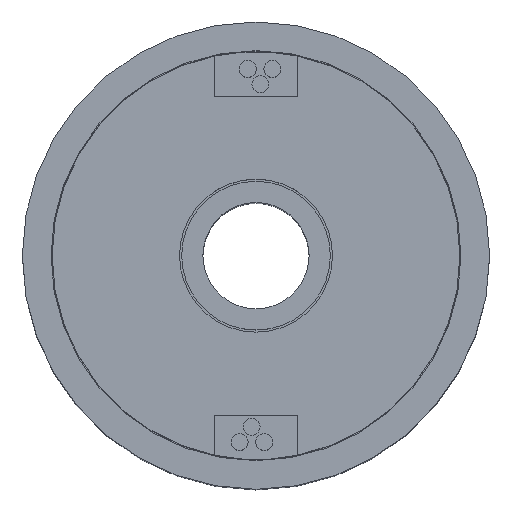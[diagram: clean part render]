
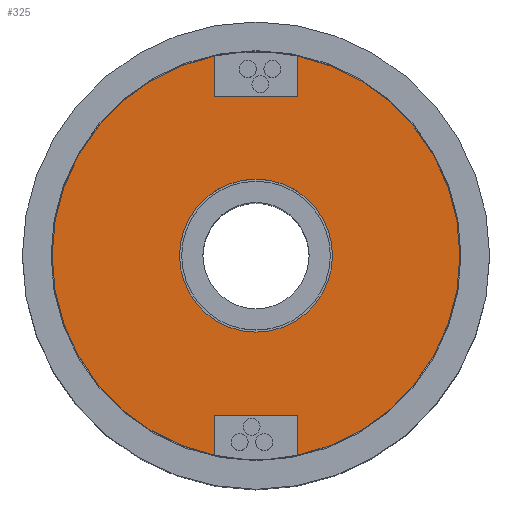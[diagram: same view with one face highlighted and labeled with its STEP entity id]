
A CAD part, top view. The second image highlights one B-rep face of the part: STEP entity #325.
In plain terms, the highlighted planar face has unit normal (0, 0, 1).
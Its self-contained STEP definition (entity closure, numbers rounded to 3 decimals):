
#23 = EDGE_CURVE ( 'NONE', #182, #353, #1347, .T. ) ;
#34 = CARTESIAN_POINT ( 'NONE',  ( -0.031, -7.503, 24. ) ) ;
#56 = EDGE_CURVE ( 'NONE', #1415, #2162, #416, .T. ) ;
#92 = VECTOR ( 'NONE', #134, 1000. ) ;
#94 = CARTESIAN_POINT ( 'NONE',  ( 1.969, -7.503, 24. ) ) ;
#100 = AXIS2_PLACEMENT_3D ( 'NONE', #676, #844, #2034 ) ;
#110 = VERTEX_POINT ( 'NONE', #1952 ) ;
#134 = DIRECTION ( 'NONE',  ( 0., -1., 0. ) ) ;
#142 = LINE ( 'NONE', #1623, #1834 ) ;
#178 = CARTESIAN_POINT ( 'NONE',  ( 1.969, -7.503, 24. ) ) ;
#182 = VERTEX_POINT ( 'NONE', #656 ) ;
#186 = CARTESIAN_POINT ( 'NONE',  ( -3.6, 0., 24. ) ) ;
#214 = VECTOR ( 'NONE', #1341, 1000. ) ;
#231 = CARTESIAN_POINT ( 'NONE',  ( 1.969, -9.396, 24. ) ) ;
#236 = EDGE_CURVE ( 'NONE', #1750, #1428, #323, .T. ) ;
#248 = DIRECTION ( 'NONE',  ( 0., 0., 1. ) ) ;
#267 = VECTOR ( 'NONE', #1848, 1000. ) ;
#294 = CARTESIAN_POINT ( 'NONE',  ( 1.957, 7.503, 24. ) ) ;
#313 = CARTESIAN_POINT ( 'NONE',  ( 1.957, 7.503, 24. ) ) ;
#323 = LINE ( 'NONE', #2189, #267 ) ;
#325 = ADVANCED_FACE ( 'NONE', ( #1904, #1044 ), #1694, .T. ) ;
#328 = EDGE_CURVE ( 'NONE', #1106, #1620, #993, .T. ) ;
#353 = VERTEX_POINT ( 'NONE', #186 ) ;
#357 = CARTESIAN_POINT ( 'NONE',  ( -1.969, 7.503, 24. ) ) ;
#363 = EDGE_CURVE ( 'NONE', #1620, #1930, #1277, .T. ) ;
#365 = ORIENTED_EDGE ( 'NONE', *, *, #328, .F. ) ;
#392 = DIRECTION ( 'NONE',  ( 0., 0., 1. ) ) ;
#404 = ORIENTED_EDGE ( 'NONE', *, *, #1246, .F. ) ;
#409 = EDGE_CURVE ( 'NONE', #110, #893, #736, .T. ) ;
#416 = CIRCLE ( 'NONE', #1624, 9.6 ) ;
#419 = DIRECTION ( 'NONE',  ( 0., 0., 1. ) ) ;
#471 = DIRECTION ( 'NONE',  ( 0., 1., 0. ) ) ;
#507 = VERTEX_POINT ( 'NONE', #569 ) ;
#530 = ORIENTED_EDGE ( 'NONE', *, *, #1447, .F. ) ;
#569 = CARTESIAN_POINT ( 'NONE',  ( -1.969, 9.396, 24. ) ) ;
#612 = ORIENTED_EDGE ( 'NONE', *, *, #363, .F. ) ;
#656 = CARTESIAN_POINT ( 'NONE',  ( 3.6, 0., 24. ) ) ;
#676 = CARTESIAN_POINT ( 'NONE',  ( 0., 0., 24. ) ) ;
#681 = ORIENTED_EDGE ( 'NONE', *, *, #1524, .T. ) ;
#727 = DIRECTION ( 'NONE',  ( 0., 0., 1. ) ) ;
#736 = CIRCLE ( 'NONE', #832, 9.6 ) ;
#751 = CARTESIAN_POINT ( 'NONE',  ( 0., 0., 24. ) ) ;
#754 = ORIENTED_EDGE ( 'NONE', *, *, #776, .F. ) ;
#766 = ORIENTED_EDGE ( 'NONE', *, *, #23, .F. ) ;
#776 = EDGE_CURVE ( 'NONE', #1930, #2162, #142, .T. ) ;
#812 = DIRECTION ( 'NONE',  ( 0., 0., 1. ) ) ;
#815 = CARTESIAN_POINT ( 'NONE',  ( -1.957, -9.398, 24. ) ) ;
#832 = AXIS2_PLACEMENT_3D ( 'NONE', #1387, #392, #1567 ) ;
#844 = DIRECTION ( 'NONE',  ( 0., 0., 1. ) ) ;
#893 = VERTEX_POINT ( 'NONE', #1997 ) ;
#914 = DIRECTION ( 'NONE',  ( 1., 0., 0. ) ) ;
#965 = CARTESIAN_POINT ( 'NONE',  ( -9.6, 0., 24. ) ) ;
#993 = LINE ( 'NONE', #178, #214 ) ;
#1044 = FACE_OUTER_BOUND ( 'NONE', #1156, .T. ) ;
#1071 = CIRCLE ( 'NONE', #1560, 3.6 ) ;
#1106 = VERTEX_POINT ( 'NONE', #231 ) ;
#1132 = EDGE_CURVE ( 'NONE', #1106, #110, #1751, .T. ) ;
#1156 = EDGE_LOOP ( 'NONE', ( #1616, #681, #1865, #754, #612, #365, #1273, #1695, #530, #1876 ) ) ;
#1222 = AXIS2_PLACEMENT_3D ( 'NONE', #1830, #812, #2003 ) ;
#1240 = CARTESIAN_POINT ( 'NONE',  ( 0., 0., 24. ) ) ;
#1246 = EDGE_CURVE ( 'NONE', #353, #182, #1071, .T. ) ;
#1273 = ORIENTED_EDGE ( 'NONE', *, *, #1132, .T. ) ;
#1277 = LINE ( 'NONE', #34, #2144 ) ;
#1292 = AXIS2_PLACEMENT_3D ( 'NONE', #1240, #248, #1408 ) ;
#1341 = DIRECTION ( 'NONE',  ( 0., 1., 0. ) ) ;
#1347 = CIRCLE ( 'NONE', #1222, 3.6 ) ;
#1370 = LINE ( 'NONE', #294, #1789 ) ;
#1387 = CARTESIAN_POINT ( 'NONE',  ( 0., 0., 24. ) ) ;
#1408 = DIRECTION ( 'NONE',  ( 1., 0., 0. ) ) ;
#1415 = VERTEX_POINT ( 'NONE', #965 ) ;
#1418 = CARTESIAN_POINT ( 'NONE',  ( 0., 0., 24. ) ) ;
#1424 = EDGE_CURVE ( 'NONE', #507, #1750, #1429, .T. ) ;
#1428 = VERTEX_POINT ( 'NONE', #313 ) ;
#1429 = LINE ( 'NONE', #2161, #92 ) ;
#1447 = EDGE_CURVE ( 'NONE', #1428, #893, #1370, .T. ) ;
#1491 = EDGE_LOOP ( 'NONE', ( #766, #404 ) ) ;
#1524 = EDGE_CURVE ( 'NONE', #507, #1415, #2131, .T. ) ;
#1560 = AXIS2_PLACEMENT_3D ( 'NONE', #1746, #727, #1911 ) ;
#1567 = DIRECTION ( 'NONE',  ( 1., 0., 0. ) ) ;
#1601 = DIRECTION ( 'NONE',  ( 1., 0., 0. ) ) ;
#1616 = ORIENTED_EDGE ( 'NONE', *, *, #1424, .F. ) ;
#1620 = VERTEX_POINT ( 'NONE', #94 ) ;
#1623 = CARTESIAN_POINT ( 'NONE',  ( -1.957, -7.503, 24. ) ) ;
#1624 = AXIS2_PLACEMENT_3D ( 'NONE', #1418, #419, #1601 ) ;
#1694 = PLANE ( 'NONE',  #100 ) ;
#1695 = ORIENTED_EDGE ( 'NONE', *, *, #409, .T. ) ;
#1746 = CARTESIAN_POINT ( 'NONE',  ( 0., 0., 24. ) ) ;
#1750 = VERTEX_POINT ( 'NONE', #357 ) ;
#1751 = CIRCLE ( 'NONE', #2027, 9.6 ) ;
#1789 = VECTOR ( 'NONE', #471, 1000. ) ;
#1791 = CARTESIAN_POINT ( 'NONE',  ( -1.957, -7.503, 24. ) ) ;
#1830 = CARTESIAN_POINT ( 'NONE',  ( 0., 0., 24. ) ) ;
#1834 = VECTOR ( 'NONE', #1965, 1000. ) ;
#1848 = DIRECTION ( 'NONE',  ( 1., 0., 0. ) ) ;
#1865 = ORIENTED_EDGE ( 'NONE', *, *, #56, .T. ) ;
#1876 = ORIENTED_EDGE ( 'NONE', *, *, #236, .F. ) ;
#1885 = DIRECTION ( 'NONE',  ( -1., 0., 0. ) ) ;
#1904 = FACE_BOUND ( 'NONE', #1491, .T. ) ;
#1911 = DIRECTION ( 'NONE',  ( 1., 0., 0. ) ) ;
#1930 = VERTEX_POINT ( 'NONE', #1791 ) ;
#1935 = DIRECTION ( 'NONE',  ( 0., 0., 1. ) ) ;
#1952 = CARTESIAN_POINT ( 'NONE',  ( 9.6, 0., 24. ) ) ;
#1965 = DIRECTION ( 'NONE',  ( 0., -1., 0. ) ) ;
#1997 = CARTESIAN_POINT ( 'NONE',  ( 1.957, 9.398, 24. ) ) ;
#2003 = DIRECTION ( 'NONE',  ( 1., 0., 0. ) ) ;
#2027 = AXIS2_PLACEMENT_3D ( 'NONE', #751, #1935, #914 ) ;
#2034 = DIRECTION ( 'NONE',  ( 1., 0., 0. ) ) ;
#2131 = CIRCLE ( 'NONE', #1292, 9.6 ) ;
#2144 = VECTOR ( 'NONE', #1885, 1000. ) ;
#2161 = CARTESIAN_POINT ( 'NONE',  ( -1.969, 7.503, 24. ) ) ;
#2162 = VERTEX_POINT ( 'NONE', #815 ) ;
#2189 = CARTESIAN_POINT ( 'NONE',  ( 0.031, 7.503, 24. ) ) ;
